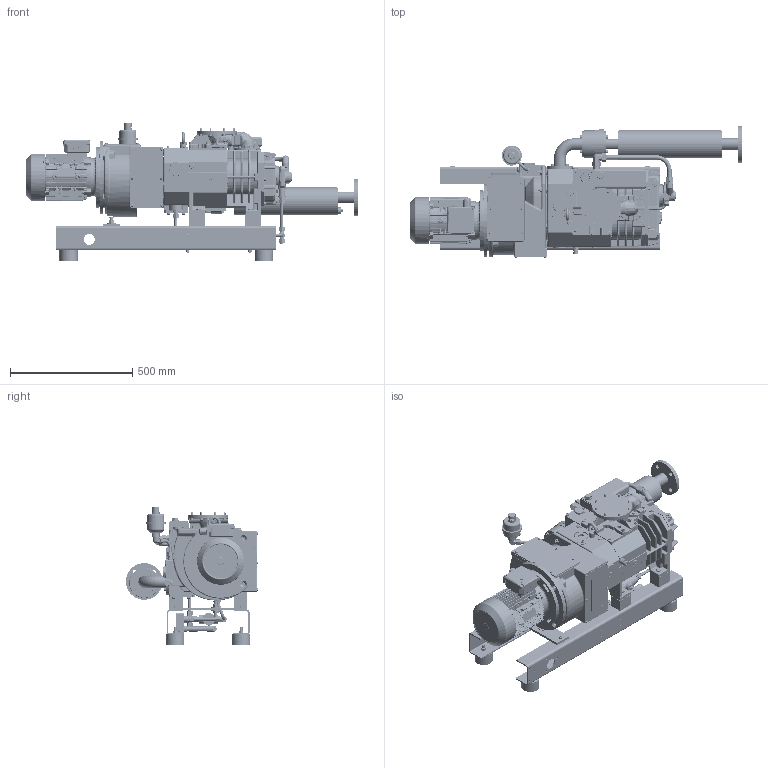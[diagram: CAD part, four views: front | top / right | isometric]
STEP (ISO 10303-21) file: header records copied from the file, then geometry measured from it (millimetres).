
FILE_DESCRIPTION(/* description */ (''),/* implementation_level */ '2;1');
FILE_NAME(/* name */ 'PU900038.stp',/* time_stamp */ '2020-05-28T09:14:22+02:00',/* author */ ('JOHLE'),/* organization */ (''),/* preprocessor_version */ 'ST-DEVELOPER v17',/* originating_system */ 'Autodesk Inventor 2018',/* authorisation */ '');
FILE_SCHEMA (('AUTOMOTIVE_DESIGN { 1 0 10303 214 3 1 1 }'));
Products named in the file (1): PU 900 038
Bounding box: 1360.24 x 541.38 x 568.7 mm (x, y, z)
Volume: 71576981 mm3; surface area: 3876330.1 mm2
Topology: 10 solids, 37 shells, 9706 faces, 24984 edges, 15528 vertices
Faces by surface type: plane 3721, cylinder 2376, bspline 1644, cone 1012, torus 668, sphere 285
Full cylindrical faces by diameter (mm): 2.5 x4, 3 x4, 3.5 x4, 4 x5, 5 x3, 6 x10, 6.5 x2, 6.75 x1, 6.8 x17, 7 x4, 8 x33, 8.5 x8, 9.5 x2, 9.728 x1, 10 x18, 10.2 x10, 10.3 x1, 10.5 x1, 12 x22, 13 x56, 13.5 x4, 14 x7, 15.015 x2, 16 x1, 16.662 x2, 17 x5, 17.5 x3, 18 x17, 18.3 x1, 18.5 x1
Entity records: 387102 total; most frequent: CARTESIAN_POINT 163208, ORIENTED_EDGE 49250, DIRECTION 44197, EDGE_CURVE 24625, AXIS2_PLACEMENT_3D 16917, VERTEX_POINT 15526, EDGE_LOOP 10380, LINE 10363
